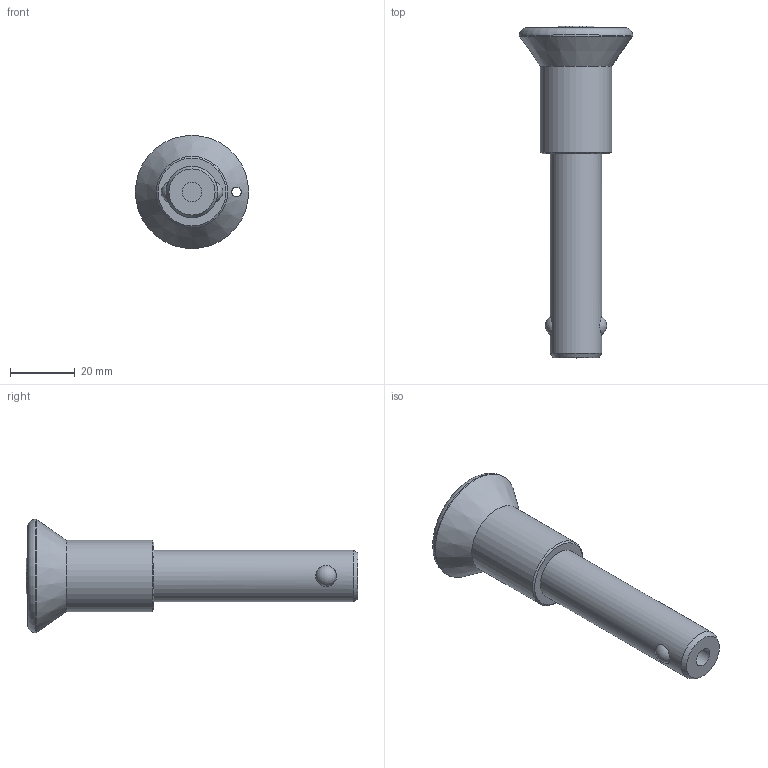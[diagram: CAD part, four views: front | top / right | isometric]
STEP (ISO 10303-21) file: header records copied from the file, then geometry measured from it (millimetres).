
FILE_DESCRIPTION( ( 'STEP AP214' ), '1' );
FILE_NAME( 'K0791.035160500.stp', '2020-12-10T09:06:14', ( '' ), ( '' ), ' ', 'PARTsolutions', ' ' );
FILE_SCHEMA( ( 'AUTOMOTIVE_DESIGN { 1 0 10303 214 1 1 1 1 }' ) );
Length unit declared in the file: millimetre
Products named in the file (1): _K0791.035160500
Bounding box: 35 x 102.6 x 35 mm (x, y, z)
Volume: 28729.1 mm3; surface area: 11253.1 mm2
Topology: 1 solids, 1 shells, 33 faces, 70 edges, 45 vertices
Faces by surface type: cylinder 13, plane 9, cone 6, torus 2, sphere 2, bspline 1
Full cylindrical faces by diameter (mm): 2.96 x1, 3 x1, 5.98 x3, 6 x2, 6.5 x1, 12 x1, 12.02 x1, 16 x1, 22 x1, 35 x1
Entity records: 1525 total; most frequent: CARTESIAN_POINT 663, DIRECTION 122, ORIENTED_EDGE 76, EDGE_LOOP 68, AXIS2_PLACEMENT_3D 61, FACE_OUTER_BOUND 48, VERTEX_POINT 38, EDGE_CURVE 38
